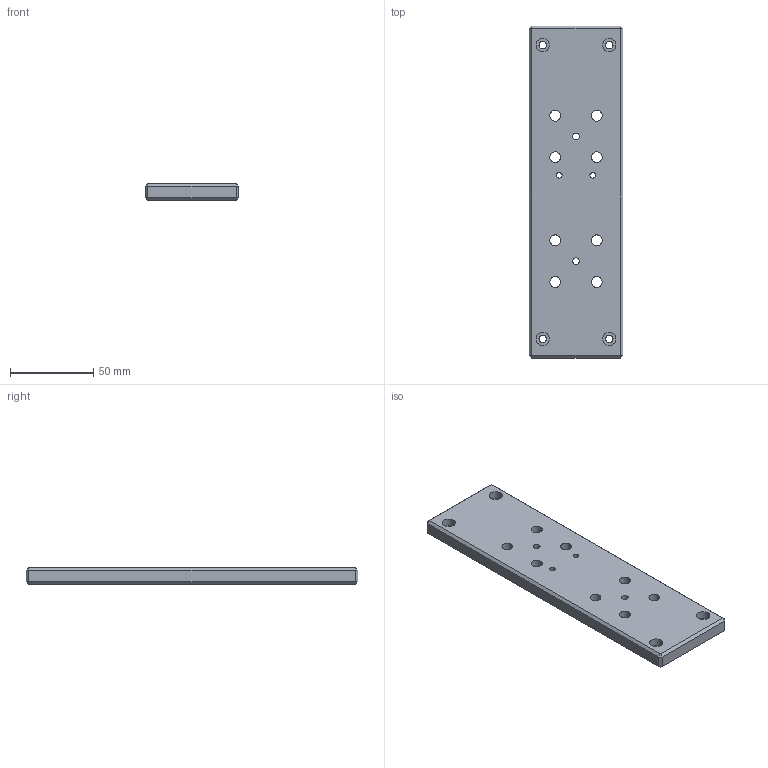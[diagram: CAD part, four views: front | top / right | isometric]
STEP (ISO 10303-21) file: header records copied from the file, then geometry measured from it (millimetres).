
FILE_DESCRIPTION (( 'STEP AP203' ), '1' );
FILE_NAME ('DP18896.step', '2021-11-16T08:30:45', ( '' ), ( '' ), 'SwSTEP 2.0', 'SolidWorks 2021', '' );
FILE_SCHEMA (( 'CONFIG_CONTROL_DESIGN' ));
Length unit declared in the file: millimetre
Products named in the file (1): DP18896
Bounding box: 56 x 199.6 x 10 mm (x, y, z)
Volume: 105739.1 mm3; surface area: 29047.6 mm2
Topology: 1 solids, 1 shells, 88 faces, 204 edges, 128 vertices
Faces by surface type: cylinder 52, plane 36
Entity records: 2661 total; most frequent: DIRECTION 486, CARTESIAN_POINT 421, ORIENTED_EDGE 408, EDGE_CURVE 204, AXIS2_PLACEMENT_3D 193, EDGE_LOOP 130, VERTEX_POINT 128, CIRCLE 104
